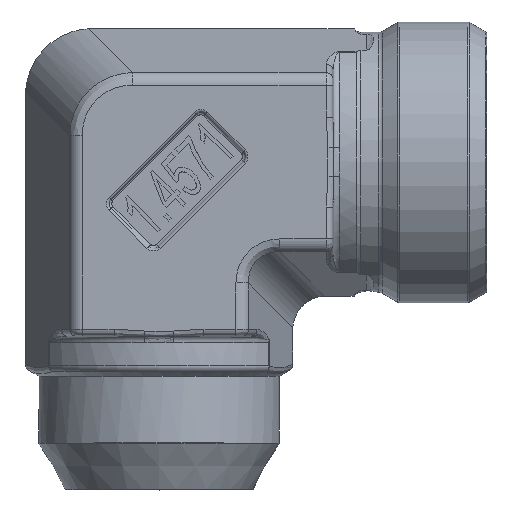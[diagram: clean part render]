
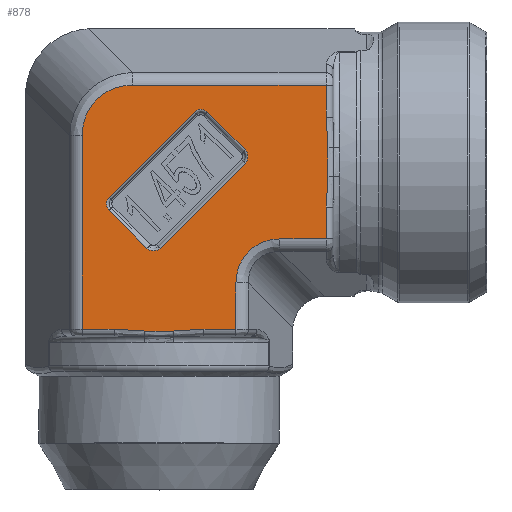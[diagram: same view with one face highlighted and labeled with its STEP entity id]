
A CAD part, top view. The second image highlights one B-rep face of the part: STEP entity #878.
In plain terms, the highlighted planar face has unit normal (0, 0, 1).
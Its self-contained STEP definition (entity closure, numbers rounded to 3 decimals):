
#270=ELLIPSE('',#4655,7.873,7.);
#271=ELLIPSE('',#4656,8.998,8.);
#298=PLANE('',#4657);
#425=LINE('',#6728,#621);
#426=LINE('',#6733,#622);
#427=LINE('',#6737,#623);
#428=LINE('',#6741,#624);
#429=LINE('',#6753,#625);
#430=LINE('',#6755,#626);
#431=LINE('',#6759,#627);
#432=LINE('',#6761,#628);
#433=LINE('',#6784,#629);
#434=LINE('',#6786,#630);
#435=LINE('',#6790,#631);
#436=LINE('',#6792,#632);
#621=VECTOR('',#5154,1.);
#622=VECTOR('',#5157,1.);
#623=VECTOR('',#5160,1.);
#624=VECTOR('',#5163,1.);
#625=VECTOR('',#5166,1.);
#626=VECTOR('',#5167,1.);
#627=VECTOR('',#5170,1.);
#628=VECTOR('',#5171,1.);
#629=VECTOR('',#5172,1.);
#630=VECTOR('',#5173,1.);
#631=VECTOR('',#5176,1.);
#632=VECTOR('',#5177,1.);
#816=FACE_BOUND('',#1429,.T.);
#817=FACE_BOUND('',#1430,.T.);
#878=ADVANCED_FACE('',(#816,#817),#298,.T.);
#1429=EDGE_LOOP('',(#2122,#2123,#2124,#2125,#2126,#2127,#2128,#2129));
#1430=EDGE_LOOP('',(#2130,#2131,#2132,#2133,#2134,#2135,#2136,#2137,#2138,
#2139,#2140,#2141,#2142,#2143,#2144,#2145));
#1807=B_SPLINE_CURVE_WITH_KNOTS('',3,(#6744,#6745,#6746,#6747,#6748,#6749,
#6750),.UNSPECIFIED.,.F.,.F.,(4,3,4),(0.,0.875,1.),
 .UNSPECIFIED.);
#1808=B_SPLINE_CURVE_WITH_KNOTS('',3,(#6763,#6764,#6765,#6766,#6767,#6768,
#6769),.UNSPECIFIED.,.F.,.F.,(4,3,4),(0.,0.125,1.),
 .UNSPECIFIED.);
#1809=B_SPLINE_CURVE_WITH_KNOTS('',3,(#6771,#6772,#6773,#6774),
 .UNSPECIFIED.,.F.,.F.,(4,4),(0.,1.),.UNSPECIFIED.);
#1810=B_SPLINE_CURVE_WITH_KNOTS('',3,(#6776,#6777,#6778,#6779,#6780,#6781,
#6782),.UNSPECIFIED.,.F.,.F.,(4,3,4),(0.,0.123,1.),
 .UNSPECIFIED.);
#1811=B_SPLINE_CURVE_WITH_KNOTS('',3,(#6794,#6795,#6796,#6797,#6798,#6799,
#6800),.UNSPECIFIED.,.F.,.F.,(4,3,4),(0.,0.877,1.),
 .UNSPECIFIED.);
#1812=B_SPLINE_CURVE_WITH_KNOTS('',3,(#6802,#6803,#6804,#6805),
 .UNSPECIFIED.,.F.,.F.,(4,4),(0.,1.),.UNSPECIFIED.);
#2122=ORIENTED_EDGE('',*,*,#3884,.T.);
#2123=ORIENTED_EDGE('',*,*,#3885,.T.);
#2124=ORIENTED_EDGE('',*,*,#3886,.T.);
#2125=ORIENTED_EDGE('',*,*,#3887,.T.);
#2126=ORIENTED_EDGE('',*,*,#3888,.T.);
#2127=ORIENTED_EDGE('',*,*,#3889,.T.);
#2128=ORIENTED_EDGE('',*,*,#3890,.T.);
#2129=ORIENTED_EDGE('',*,*,#3891,.T.);
#2130=ORIENTED_EDGE('',*,*,#3892,.T.);
#2131=ORIENTED_EDGE('',*,*,#3893,.T.);
#2132=ORIENTED_EDGE('',*,*,#3894,.T.);
#2133=ORIENTED_EDGE('',*,*,#3895,.T.);
#2134=ORIENTED_EDGE('',*,*,#3896,.T.);
#2135=ORIENTED_EDGE('',*,*,#3897,.T.);
#2136=ORIENTED_EDGE('',*,*,#3898,.T.);
#2137=ORIENTED_EDGE('',*,*,#3899,.T.);
#2138=ORIENTED_EDGE('',*,*,#3900,.T.);
#2139=ORIENTED_EDGE('',*,*,#3901,.T.);
#2140=ORIENTED_EDGE('',*,*,#3902,.T.);
#2141=ORIENTED_EDGE('',*,*,#3903,.F.);
#2142=ORIENTED_EDGE('',*,*,#3904,.F.);
#2143=ORIENTED_EDGE('',*,*,#3905,.T.);
#2144=ORIENTED_EDGE('',*,*,#3906,.T.);
#2145=ORIENTED_EDGE('',*,*,#3907,.T.);
#3458=VERTEX_POINT('',#6729);
#3459=VERTEX_POINT('',#6730);
#3460=VERTEX_POINT('',#6732);
#3461=VERTEX_POINT('',#6734);
#3462=VERTEX_POINT('',#6736);
#3463=VERTEX_POINT('',#6738);
#3464=VERTEX_POINT('',#6740);
#3465=VERTEX_POINT('',#6742);
#3466=VERTEX_POINT('',#6751);
#3467=VERTEX_POINT('',#6752);
#3468=VERTEX_POINT('',#6754);
#3469=VERTEX_POINT('',#6756);
#3470=VERTEX_POINT('',#6758);
#3471=VERTEX_POINT('',#6760);
#3472=VERTEX_POINT('',#6762);
#3473=VERTEX_POINT('',#6770);
#3474=VERTEX_POINT('',#6775);
#3475=VERTEX_POINT('',#6783);
#3476=VERTEX_POINT('',#6785);
#3477=VERTEX_POINT('',#6787);
#3478=VERTEX_POINT('',#6789);
#3479=VERTEX_POINT('',#6791);
#3480=VERTEX_POINT('',#6793);
#3481=VERTEX_POINT('',#6801);
#3884=EDGE_CURVE('',#3458,#3459,#425,.T.);
#3885=EDGE_CURVE('',#3459,#3460,#4442,.T.);
#3886=EDGE_CURVE('',#3460,#3461,#426,.T.);
#3887=EDGE_CURVE('',#3461,#3462,#4443,.T.);
#3888=EDGE_CURVE('',#3462,#3463,#427,.T.);
#3889=EDGE_CURVE('',#3463,#3464,#4444,.T.);
#3890=EDGE_CURVE('',#3464,#3465,#428,.T.);
#3891=EDGE_CURVE('',#3465,#3458,#4445,.T.);
#3892=EDGE_CURVE('',#3466,#3467,#1807,.T.);
#3893=EDGE_CURVE('',#3467,#3468,#429,.T.);
#3894=EDGE_CURVE('',#3468,#3469,#430,.T.);
#3895=EDGE_CURVE('',#3469,#3470,#270,.T.);
#3896=EDGE_CURVE('',#3470,#3471,#431,.T.);
#3897=EDGE_CURVE('',#3471,#3472,#432,.T.);
#3898=EDGE_CURVE('',#3472,#3473,#1808,.T.);
#3899=EDGE_CURVE('',#3473,#3474,#1809,.T.);
#3900=EDGE_CURVE('',#3474,#3475,#1810,.T.);
#3901=EDGE_CURVE('',#3475,#3476,#433,.T.);
#3902=EDGE_CURVE('',#3476,#3477,#434,.T.);
#3903=EDGE_CURVE('',#3478,#3477,#271,.T.);
#3904=EDGE_CURVE('',#3479,#3478,#435,.T.);
#3905=EDGE_CURVE('',#3479,#3480,#436,.T.);
#3906=EDGE_CURVE('',#3480,#3481,#1811,.T.);
#3907=EDGE_CURVE('',#3481,#3466,#1812,.T.);
#4442=CIRCLE('',#4651,1.4);
#4443=CIRCLE('',#4652,1.4);
#4444=CIRCLE('',#4653,1.4);
#4445=CIRCLE('',#4654,1.4);
#4651=AXIS2_PLACEMENT_3D('',#6731,#5155,#5156);
#4652=AXIS2_PLACEMENT_3D('',#6735,#5158,#5159);
#4653=AXIS2_PLACEMENT_3D('',#6739,#5161,#5162);
#4654=AXIS2_PLACEMENT_3D('',#6743,#5164,#5165);
#4655=AXIS2_PLACEMENT_3D('',#6757,#5168,#5169);
#4656=AXIS2_PLACEMENT_3D('',#6788,#5174,#5175);
#4657=AXIS2_PLACEMENT_3D('',#6806,#5178,#5179);
#5154=DIRECTION('',(-0.707,-0.707,0.));
#5155=DIRECTION('',(0.,0.,-1.));
#5156=DIRECTION('',(1.,0.,0.));
#5157=DIRECTION('',(-0.707,0.707,0.));
#5158=DIRECTION('',(0.,0.,-1.));
#5159=DIRECTION('',(1.,0.,0.));
#5160=DIRECTION('',(0.707,0.707,0.));
#5161=DIRECTION('',(0.,0.,-1.));
#5162=DIRECTION('',(1.,0.,0.));
#5163=DIRECTION('',(0.707,-0.707,0.));
#5164=DIRECTION('',(0.,0.,-1.));
#5165=DIRECTION('',(1.,0.,0.));
#5166=DIRECTION('',(1.,0.,0.));
#5167=DIRECTION('',(0.,1.,0.));
#5168=DIRECTION('',(0.,0.,-1.));
#5169=DIRECTION('',(0.707,-0.707,0.));
#5170=DIRECTION('',(1.,0.,0.));
#5171=DIRECTION('',(0.,1.,0.));
#5172=DIRECTION('',(0.,1.,0.));
#5173=DIRECTION('',(-1.,0.,0.));
#5174=DIRECTION('',(0.,0.,-1.));
#5175=DIRECTION('',(-0.707,0.707,0.));
#5176=DIRECTION('',(0.,1.,0.));
#5177=DIRECTION('',(1.,0.,0.));
#5178=DIRECTION('',(0.,0.,1.));
#5179=DIRECTION('',(1.,0.,0.));
#6728=CARTESIAN_POINT('',(-0.549,-13.593,20.5));
#6729=CARTESIAN_POINT('',(12.886,-0.158,20.5));
#6730=CARTESIAN_POINT('',(0.158,-12.886,20.5));
#6731=CARTESIAN_POINT('',(-0.832,-11.896,20.5));
#6732=CARTESIAN_POINT('',(-1.821,-12.886,20.5));
#6733=CARTESIAN_POINT('',(-8.185,-6.522,20.5));
#6734=CARTESIAN_POINT('',(-7.478,-7.23,20.5));
#6735=CARTESIAN_POINT('',(-6.488,-6.24,20.5));
#6736=CARTESIAN_POINT('',(-7.478,-5.25,20.5));
#6737=CARTESIAN_POINT('',(5.957,8.185,20.5));
#6738=CARTESIAN_POINT('',(5.25,7.478,20.5));
#6739=CARTESIAN_POINT('',(6.24,6.488,20.5));
#6740=CARTESIAN_POINT('',(7.23,7.478,20.5));
#6741=CARTESIAN_POINT('',(13.593,1.114,20.5));
#6742=CARTESIAN_POINT('',(12.886,1.821,20.5));
#6743=CARTESIAN_POINT('',(11.896,0.832,20.5));
#6744=CARTESIAN_POINT('',(2.157,-25.271,20.5));
#6745=CARTESIAN_POINT('',(3.487,-25.186,20.5));
#6746=CARTESIAN_POINT('',(4.815,-25.044,20.5));
#6747=CARTESIAN_POINT('',(6.148,-25.008,20.5));
#6748=CARTESIAN_POINT('',(6.338,-25.003,20.5));
#6749=CARTESIAN_POINT('',(6.528,-25.,20.5));
#6750=CARTESIAN_POINT('',(6.719,-25.,20.5));
#6751=CARTESIAN_POINT('',(2.157,-25.271,20.5));
#6752=CARTESIAN_POINT('',(6.719,-25.,20.5));
#6753=CARTESIAN_POINT('',(6.549,-25.,20.5));
#6754=CARTESIAN_POINT('',(11.502,-25.,20.5));
#6755=CARTESIAN_POINT('',(11.502,12.903,20.5));
#6756=CARTESIAN_POINT('',(11.502,-18.08,20.5));
#6757=CARTESIAN_POINT('',(18.951,-18.951,20.5));
#6758=CARTESIAN_POINT('',(18.08,-11.502,20.5));
#6759=CARTESIAN_POINT('',(6.549,-11.502,20.5));
#6760=CARTESIAN_POINT('',(25.,-11.502,20.5));
#6761=CARTESIAN_POINT('',(25.,-2.267,20.5));
#6762=CARTESIAN_POINT('',(25.,-6.719,20.5));
#6763=CARTESIAN_POINT('',(25.,-6.719,20.5));
#6764=CARTESIAN_POINT('',(25.,-6.528,20.5));
#6765=CARTESIAN_POINT('',(25.003,-6.338,20.5));
#6766=CARTESIAN_POINT('',(25.008,-6.148,20.5));
#6767=CARTESIAN_POINT('',(25.044,-4.815,20.5));
#6768=CARTESIAN_POINT('',(25.186,-3.487,20.5));
#6769=CARTESIAN_POINT('',(25.271,-2.157,20.5));
#6770=CARTESIAN_POINT('',(25.271,-2.157,20.5));
#6771=CARTESIAN_POINT('',(25.271,-2.157,20.5));
#6772=CARTESIAN_POINT('',(25.363,-0.719,20.5));
#6773=CARTESIAN_POINT('',(25.363,0.719,20.5));
#6774=CARTESIAN_POINT('',(25.271,2.157,20.5));
#6775=CARTESIAN_POINT('',(25.271,2.157,20.5));
#6776=CARTESIAN_POINT('',(25.271,2.157,20.5));
#6777=CARTESIAN_POINT('',(25.259,2.344,20.5));
#6778=CARTESIAN_POINT('',(25.246,2.531,20.5));
#6779=CARTESIAN_POINT('',(25.233,2.719,20.5));
#6780=CARTESIAN_POINT('',(25.135,4.051,20.5));
#6781=CARTESIAN_POINT('',(25.,5.383,20.5));
#6782=CARTESIAN_POINT('',(25.,6.719,20.5));
#6783=CARTESIAN_POINT('',(25.,6.719,20.5));
#6784=CARTESIAN_POINT('',(25.,11.502,20.5));
#6785=CARTESIAN_POINT('',(25.,11.502,20.5));
#6786=CARTESIAN_POINT('',(6.549,11.502,20.5));
#6787=CARTESIAN_POINT('',(-3.985,11.502,20.5));
#6788=CARTESIAN_POINT('',(-2.989,2.989,20.5));
#6789=CARTESIAN_POINT('',(-11.502,3.985,20.5));
#6790=CARTESIAN_POINT('',(-11.502,12.903,20.5));
#6791=CARTESIAN_POINT('',(-11.502,-25.,20.5));
#6792=CARTESIAN_POINT('',(6.549,-25.,20.5));
#6793=CARTESIAN_POINT('',(-6.719,-25.,20.5));
#6794=CARTESIAN_POINT('',(-6.719,-25.,20.5));
#6795=CARTESIAN_POINT('',(-5.383,-25.,20.5));
#6796=CARTESIAN_POINT('',(-4.051,-25.135,20.5));
#6797=CARTESIAN_POINT('',(-2.719,-25.233,20.5));
#6798=CARTESIAN_POINT('',(-2.531,-25.246,20.5));
#6799=CARTESIAN_POINT('',(-2.344,-25.259,20.5));
#6800=CARTESIAN_POINT('',(-2.157,-25.271,20.5));
#6801=CARTESIAN_POINT('',(-2.157,-25.271,20.5));
#6802=CARTESIAN_POINT('',(-2.157,-25.271,20.5));
#6803=CARTESIAN_POINT('',(-0.719,-25.363,20.5));
#6804=CARTESIAN_POINT('',(0.719,-25.363,20.5));
#6805=CARTESIAN_POINT('',(2.157,-25.271,20.5));
#6806=CARTESIAN_POINT('',(6.549,12.903,20.5));
